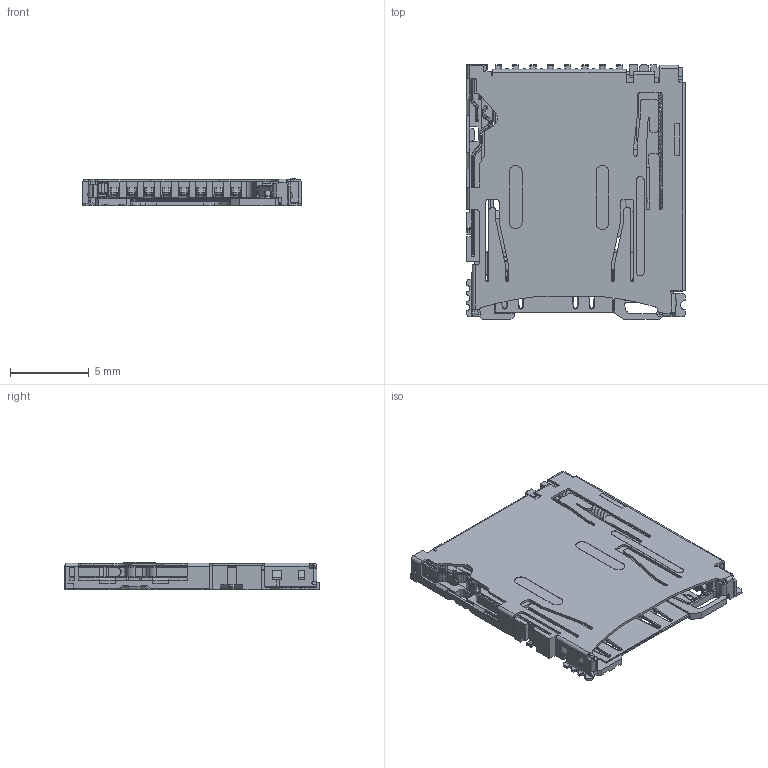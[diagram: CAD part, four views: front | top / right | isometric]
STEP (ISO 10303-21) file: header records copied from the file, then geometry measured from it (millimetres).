
FILE_DESCRIPTION(/* description */ (''),/* implementation_level */ '2;1');
FILE_NAME(/* name */ 'Hirose DM3AT-SF-PEJM5 MircoSD Card Reader.stp',/* time_stamp */ '2020-02-23T15:35:30+01:00',/* author */ ('diwou'),/* organization */ (''),/* preprocessor_version */ 'ST-DEVELOPER v18',/* originating_system */ 'Autodesk Inventor 2020',/* authorisation */ '');
FILE_SCHEMA (('AUTOMOTIVE_DESIGN { 1 0 10303 214 3 1 1 }'));
Products named in the file (1): Bauteil4
Bounding box: 13.95 x 16.15 x 1.73 mm (x, y, z)
Volume: 133 mm3; surface area: 1303.1 mm2
Topology: 14 solids, 14 shells, 3501 faces, 8344 edges, 4842 vertices
Faces by surface type: cylinder 1335, plane 1132, torus 401, bspline 383, sphere 250
Full cylindrical faces by diameter (mm): 0.4 x1, 0.565 x1, 0.6 x1, 0.9 x2, 1 x2, 1.4 x1, 1.5 x1
Entity records: 118791 total; most frequent: CARTESIAN_POINT 34841, DIRECTION 17268, ORIENTED_EDGE 16634, EDGE_CURVE 8317, AXIS2_PLACEMENT_3D 6430, VERTEX_POINT 4842, LINE 4408, VECTOR 4408
